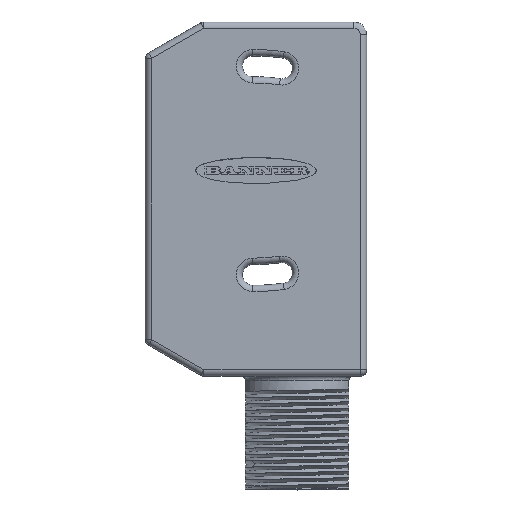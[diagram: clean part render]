
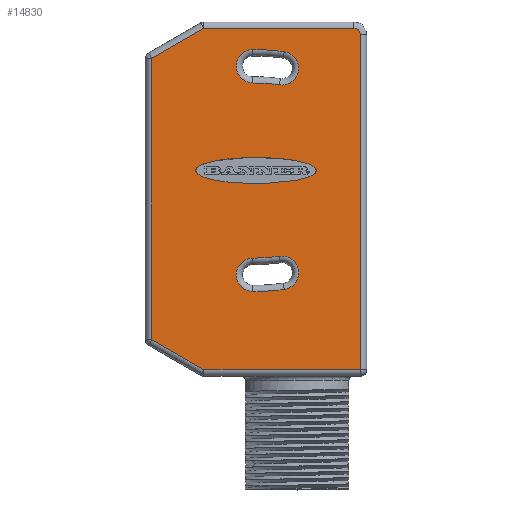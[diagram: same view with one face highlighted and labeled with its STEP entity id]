
A CAD part, top view. The second image highlights one B-rep face of the part: STEP entity #14830.
In plain terms, the highlighted planar face has unit normal (0, 0, 1).
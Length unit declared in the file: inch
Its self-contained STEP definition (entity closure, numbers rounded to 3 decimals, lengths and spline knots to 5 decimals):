
#1226=DIRECTION('',(0.866,-0.5,0.));
#1227=VECTOR('',#1226,0.37587);
#1228=CARTESIAN_POINT('',(0.03937,0.2273,
1.04331));
#1229=LINE('',#1228,#1227);
#1257=DIRECTION('',(0.,-1.,0.));
#1258=VECTOR('',#1257,1.75012);
#1259=CARTESIAN_POINT('',(0.03937,1.97742,1.04331));
#1260=LINE('',#1259,#1258);
#1275=CARTESIAN_POINT('',(0.31398,1.27953,1.04331));
#1276=CARTESIAN_POINT('',(0.31398,1.27238,1.04331));
#1277=CARTESIAN_POINT('',(0.32259,1.25807,1.04331));
#1278=CARTESIAN_POINT('',(0.36049,1.23807,1.04331));
#1279=CARTESIAN_POINT('',(0.42076,1.2209,1.04331));
#1280=CARTESIAN_POINT('',(0.49932,1.20773,1.04331));
#1281=CARTESIAN_POINT('',(0.5908,1.19945,1.04331));
#1282=CARTESIAN_POINT('',(0.68898,1.19662,1.04331));
#1283=CARTESIAN_POINT('',(0.78715,1.19945,1.04331));
#1284=CARTESIAN_POINT('',(0.87863,1.20773,1.04331));
#1285=CARTESIAN_POINT('',(0.95719,1.2209,1.04331));
#1286=CARTESIAN_POINT('',(1.01747,1.23807,1.04331));
#1287=CARTESIAN_POINT('',(1.05536,1.25807,1.04331));
#1288=CARTESIAN_POINT('',(1.06398,1.27238,1.04331));
#1289=CARTESIAN_POINT('',(1.06398,1.27953,1.04331));
#1291=CARTESIAN_POINT('',(1.06398,1.27953,1.04331));
#1292=CARTESIAN_POINT('',(1.06398,1.28668,1.04331));
#1293=CARTESIAN_POINT('',(1.05536,1.30099,1.04331));
#1294=CARTESIAN_POINT('',(1.01747,1.32098,1.04331));
#1295=CARTESIAN_POINT('',(0.95719,1.33815,1.04331));
#1296=CARTESIAN_POINT('',(0.87863,1.35133,1.04331));
#1297=CARTESIAN_POINT('',(0.78715,1.35961,1.04331));
#1298=CARTESIAN_POINT('',(0.68898,1.36243,1.04331));
#1299=CARTESIAN_POINT('',(0.5908,1.35961,1.04331));
#1300=CARTESIAN_POINT('',(0.49932,1.35133,1.04331));
#1301=CARTESIAN_POINT('',(0.42076,1.33815,1.04331));
#1302=CARTESIAN_POINT('',(0.36049,1.32098,1.04331));
#1303=CARTESIAN_POINT('',(0.32259,1.30099,1.04331));
#1304=CARTESIAN_POINT('',(0.31398,1.28668,1.04331));
#1305=CARTESIAN_POINT('',(0.31398,1.27953,1.04331));
#1316=DIRECTION('',(-0.866,-0.5,0.));
#1317=VECTOR('',#1316,0.37587);
#1318=CARTESIAN_POINT('',(0.36488,2.16535,1.04331));
#1319=LINE('',#1318,#1317);
#1498=DIRECTION('',(0.,1.,0.));
#1499=VECTOR('',#1498,2.08661);
#1500=CARTESIAN_POINT('',(1.33858,0.03937,1.04331));
#1501=LINE('',#1500,#1499);
#1511=CARTESIAN_POINT('',(1.29921,2.12598,1.04331));
#1512=DIRECTION('',(0.,0.,1.));
#1513=DIRECTION('',(1.,0.,0.));
#1514=AXIS2_PLACEMENT_3D('',#1511,#1512,#1513);
#1535=DIRECTION('',(-1.,0.,0.));
#1536=VECTOR('',#1535,0.93433);
#1537=CARTESIAN_POINT('',(1.29921,2.16535,1.04331));
#1538=LINE('',#1537,#1536);
#1579=DIRECTION('',(1.,0.,0.));
#1580=VECTOR('',#1579,0.9737);
#1581=CARTESIAN_POINT('',(0.36488,0.03937,
1.04331));
#1582=LINE('',#1581,#1580);
#4402=CARTESIAN_POINT('',(0.66929,1.92913,1.04331));
#4403=DIRECTION('',(0.,0.,-1.));
#4404=DIRECTION('',(0.,-1.,0.));
#4405=AXIS2_PLACEMENT_3D('',#4402,#4403,#4404);
#4417=CARTESIAN_POINT('',(0.66929,0.62992,
1.04331));
#4418=DIRECTION('',(0.,0.,-1.));
#4419=DIRECTION('',(0.,1.,0.));
#4420=AXIS2_PLACEMENT_3D('',#4417,#4418,#4419);
#4432=CARTESIAN_POINT('',(0.85011,1.91649,1.04331));
#4433=DIRECTION('',(0.,0.,-1.));
#4434=DIRECTION('',(0.139,0.99,0.));
#4435=AXIS2_PLACEMENT_3D('',#4432,#4433,#4434);
#4447=CARTESIAN_POINT('',(0.66929,0.62992,
1.04331));
#4448=DIRECTION('',(0.,0.,1.));
#4449=DIRECTION('',(0.139,0.99,0.));
#4450=AXIS2_PLACEMENT_3D('',#4447,#4448,#4449);
#4478=CARTESIAN_POINT('',(0.66929,0.62992,
1.04331));
#4479=DIRECTION('',(0.,0.,-1.));
#4480=DIRECTION('',(0.,-1.,0.));
#4481=AXIS2_PLACEMENT_3D('',#4478,#4479,#4480);
#4493=CARTESIAN_POINT('',(0.66929,1.92913,1.04331));
#4494=DIRECTION('',(0.,0.,1.));
#4495=DIRECTION('',(0.,-1.,0.));
#4496=AXIS2_PLACEMENT_3D('',#4493,#4494,#4495);
#4508=CARTESIAN_POINT('',(0.85011,0.64257,
1.04331));
#4509=DIRECTION('',(0.,0.,-1.));
#4510=DIRECTION('',(-0.139,0.99,0.));
#4511=AXIS2_PLACEMENT_3D('',#4508,#4509,#4510);
#4523=CARTESIAN_POINT('',(0.66929,1.92913,1.04331));
#4524=DIRECTION('',(0.,0.,-1.));
#4525=DIRECTION('',(0.139,-0.99,0.));
#4526=AXIS2_PLACEMENT_3D('',#4523,#4524,#4525);
#11568=CARTESIAN_POINT('',(0.36488,2.16535,
1.04331));
#11569=CARTESIAN_POINT('',(0.03937,1.97742,
1.04331));
#11570=VERTEX_POINT('',#11568);
#11571=VERTEX_POINT('',#11569);
#11572=CARTESIAN_POINT('',(0.03937,0.2273,
1.04331));
#11573=VERTEX_POINT('',#11572);
#11578=CARTESIAN_POINT('',(0.36488,0.03937,
1.04331));
#11579=CARTESIAN_POINT('',(1.33858,0.03937,
1.04331));
#11580=VERTEX_POINT('',#11578);
#11581=VERTEX_POINT('',#11579);
#11584=CARTESIAN_POINT('',(1.33858,2.12598,1.04331));
#11585=VERTEX_POINT('',#11584);
#11592=CARTESIAN_POINT('',(1.29921,2.16535,1.04331));
#11593=VERTEX_POINT('',#11592);
#11594=CARTESIAN_POINT('',(0.86463,2.01981,
1.04331));
#11595=CARTESIAN_POINT('',(0.83559,1.81317,
1.04331));
#11596=VERTEX_POINT('',#11594);
#11597=VERTEX_POINT('',#11595);
#11602=CARTESIAN_POINT('',(0.66929,1.8248,
1.04331));
#11603=VERTEX_POINT('',#11602);
#11606=CARTESIAN_POINT('',(0.66929,2.03346,
1.04331));
#11607=VERTEX_POINT('',#11606);
#11610=CARTESIAN_POINT('',(0.66929,0.73425,
1.04331));
#11611=CARTESIAN_POINT('',(0.83559,0.74588,
1.04331));
#11612=VERTEX_POINT('',#11610);
#11613=VERTEX_POINT('',#11611);
#11618=CARTESIAN_POINT('',(0.86463,0.53925,
1.04331));
#11619=VERTEX_POINT('',#11618);
#11622=CARTESIAN_POINT('',(0.66929,0.52559,
1.04331));
#11623=VERTEX_POINT('',#11622);
#11840=VERTEX_POINT('',#1275);
#11841=VERTEX_POINT('',#1289);
#14785=CARTESIAN_POINT('',(0.,0.,1.04331));
#14786=DIRECTION('',(0.,0.,1.));
#14787=DIRECTION('',(1.,0.,0.));
#14788=AXIS2_PLACEMENT_3D('',#14785,#14786,#14787);
#14789=PLANE('',#14788);
#14791=ORIENTED_EDGE('',*,*,#14790,.F.);
#14793=ORIENTED_EDGE('',*,*,#14792,.F.);
#14795=ORIENTED_EDGE('',*,*,#14794,.F.);
#14797=ORIENTED_EDGE('',*,*,#14796,.F.);
#14799=ORIENTED_EDGE('',*,*,#14798,.F.);
#14800=ORIENTED_EDGE('',*,*,#14738,.F.);
#14801=ORIENTED_EDGE('',*,*,#14776,.F.);
#14802=EDGE_LOOP('',(#14791,#14793,#14795,#14797,#14799,#14800,#14801));
#14803=FACE_OUTER_BOUND('',#14802,.F.);
#14805=ORIENTED_EDGE('',*,*,#14804,.F.);
#14807=ORIENTED_EDGE('',*,*,#14806,.F.);
#14809=ORIENTED_EDGE('',*,*,#14808,.F.);
#14811=ORIENTED_EDGE('',*,*,#14810,.F.);
#14812=EDGE_LOOP('',(#14805,#14807,#14809,#14811));
#14813=FACE_BOUND('',#14812,.F.);
#14815=ORIENTED_EDGE('',*,*,#14814,.F.);
#14817=ORIENTED_EDGE('',*,*,#14816,.F.);
#14819=ORIENTED_EDGE('',*,*,#14818,.F.);
#14821=ORIENTED_EDGE('',*,*,#14820,.F.);
#14822=EDGE_LOOP('',(#14815,#14817,#14819,#14821));
#14823=FACE_BOUND('',#14822,.F.);
#14825=ORIENTED_EDGE('',*,*,#14824,.T.);
#14827=ORIENTED_EDGE('',*,*,#14826,.T.);
#14828=EDGE_LOOP('',(#14825,#14827));
#14829=FACE_BOUND('',#14828,.F.);
#14830=ADVANCED_FACE('',(#14803,#14813,#14823,#14829),#14789,.T.);
#1290=B_SPLINE_CURVE_WITH_KNOTS('',3,(#1275,#1276,#1277,#1278,#1279,#1280,#1281,
#1282,#1283,#1284,#1285,#1286,#1287,#1288,#1289),.UNSPECIFIED.,.F.,.F.,(4,1,1,1,
1,1,1,1,1,1,1,1,4),(0.,0.08333,0.16667,0.25,
0.33333,0.41667,0.5,0.58333,0.66667,
0.75,0.83333,0.91667,1.),.UNSPECIFIED.);
#1306=B_SPLINE_CURVE_WITH_KNOTS('',3,(#1291,#1292,#1293,#1294,#1295,#1296,#1297,
#1298,#1299,#1300,#1301,#1302,#1303,#1304,#1305),.UNSPECIFIED.,.F.,.F.,(4,1,1,1,
1,1,1,1,1,1,1,1,4),(0.,0.08333,0.16667,0.25,
0.33333,0.41667,0.5,0.58333,0.66667,
0.75,0.83333,0.91667,1.),.UNSPECIFIED.);
#1515=CIRCLE('',#1514,0.03937);
#4406=CIRCLE('',#4405,0.10433);
#4421=CIRCLE('',#4420,1.40354);
#4436=CIRCLE('',#4435,0.10433);
#4451=CIRCLE('',#4450,1.19488);
#4482=CIRCLE('',#4481,0.10433);
#4497=CIRCLE('',#4496,1.19488);
#4512=CIRCLE('',#4511,0.10433);
#4527=CIRCLE('',#4526,1.40354);
#14738=EDGE_CURVE('',#11573,#11580,#1229,.T.);
#14776=EDGE_CURVE('',#11571,#11573,#1260,.T.);
#14790=EDGE_CURVE('',#11570,#11571,#1319,.T.);
#14792=EDGE_CURVE('',#11593,#11570,#1538,.T.);
#14794=EDGE_CURVE('',#11585,#11593,#1515,.T.);
#14796=EDGE_CURVE('',#11581,#11585,#1501,.T.);
#14798=EDGE_CURVE('',#11580,#11581,#1582,.T.);
#14804=EDGE_CURVE('',#11596,#11597,#4436,.T.);
#14806=EDGE_CURVE('',#11607,#11596,#4421,.T.);
#14808=EDGE_CURVE('',#11603,#11607,#4406,.T.);
#14810=EDGE_CURVE('',#11597,#11603,#4451,.T.);
#14814=EDGE_CURVE('',#11612,#11613,#4497,.T.);
#14816=EDGE_CURVE('',#11623,#11612,#4482,.T.);
#14818=EDGE_CURVE('',#11619,#11623,#4527,.T.);
#14820=EDGE_CURVE('',#11613,#11619,#4512,.T.);
#14824=EDGE_CURVE('',#11840,#11841,#1290,.T.);
#14826=EDGE_CURVE('',#11841,#11840,#1306,.T.);
